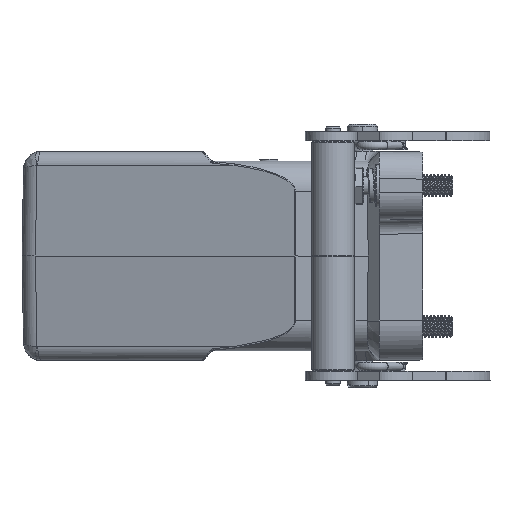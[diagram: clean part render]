
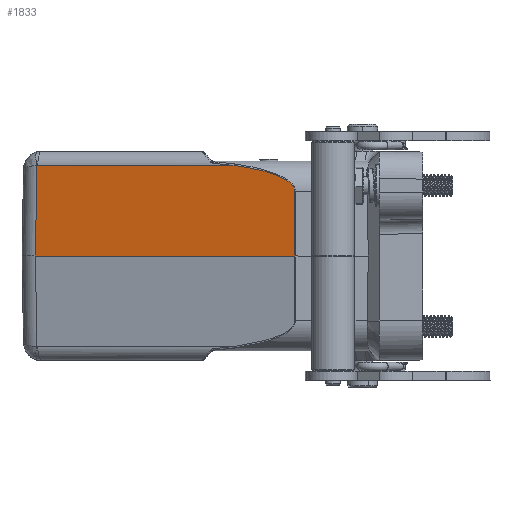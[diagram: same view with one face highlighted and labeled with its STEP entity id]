
A CAD part, left-side view. The second image highlights one B-rep face of the part: STEP entity #1833.
In plain terms, the highlighted planar face has unit normal (-0.966, 0.259, 0.018).
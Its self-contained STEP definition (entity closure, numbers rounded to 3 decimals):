
#1332=PLANE('',#15035);
#1833=ADVANCED_FACE('',(#2863),#1332,.T.);
#2863=FACE_OUTER_BOUND('',#3602,.T.);
#3602=EDGE_LOOP('',(#7332,#7333,#7334,#7335,#7336,#7337));
#4391=B_SPLINE_CURVE_WITH_KNOTS('',3,(#23303,#23304,#23305,#23306),
 .UNSPECIFIED.,.F.,.F.,(4,4),(0.,1.),.UNSPECIFIED.);
#4446=B_SPLINE_CURVE_WITH_KNOTS('',3,(#24416,#24417,#24418,#24419,#24420,
#24421,#24422,#24423,#24424,#24425,#24426,#24427,#24428,#24429),
 .UNSPECIFIED.,.F.,.F.,(4,2,2,2,2,2,4),(0.,0.125,0.25,0.5,0.625,0.75,1.),
 .UNSPECIFIED.);
#5010=CIRCLE('',#15009,1.066);
#7332=ORIENTED_EDGE('',*,*,#11807,.T.);
#7333=ORIENTED_EDGE('',*,*,#11803,.F.);
#7334=ORIENTED_EDGE('',*,*,#11800,.F.);
#7335=ORIENTED_EDGE('',*,*,#11782,.T.);
#7336=ORIENTED_EDGE('',*,*,#11882,.T.);
#7337=ORIENTED_EDGE('',*,*,#11880,.T.);
#10097=VERTEX_POINT('',#23170);
#10098=VERTEX_POINT('',#23172);
#10112=VERTEX_POINT('',#23307);
#10113=VERTEX_POINT('',#23362);
#10116=VERTEX_POINT('',#23402);
#10150=VERTEX_POINT('',#24430);
#11782=EDGE_CURVE('',#10098,#10097,#13338,.T.);
#11800=EDGE_CURVE('',#10098,#10112,#4391,.T.);
#11803=EDGE_CURVE('',#10112,#10113,#5010,.T.);
#11807=EDGE_CURVE('',#10116,#10113,#13344,.T.);
#11880=EDGE_CURVE('',#10150,#10116,#4446,.T.);
#11882=EDGE_CURVE('',#10097,#10150,#13356,.T.);
#13338=LINE('',#23171,#14155);
#13344=LINE('',#23401,#14161);
#13356=LINE('',#24507,#14173);
#14155=VECTOR('',#17228,1.);
#14161=VECTOR('',#17246,1.);
#14173=VECTOR('',#17308,1.);
#15009=AXIS2_PLACEMENT_3D('',#23361,#17244,#17245);
#15035=AXIS2_PLACEMENT_3D('',#24508,#17309,#17310);
#17228=DIRECTION('',(-0.259,-0.966,0.));
#17244=DIRECTION('',(0.966,-0.259,-0.017));
#17245=DIRECTION('',(0.077,0.222,0.972));
#17246=DIRECTION('',(0.259,0.966,0.));
#17308=DIRECTION('',(0.017,-0.002,1.));
#17309=DIRECTION('',(-0.966,0.259,0.017));
#17310=DIRECTION('',(-0.259,-0.966,0.));
#23170=CARTESIAN_POINT('',(-20.388,4.962,-71.126));
#23171=CARTESIAN_POINT('',(-1.148,76.767,-71.126));
#23172=CARTESIAN_POINT('',(-1.148,76.767,-71.126));
#23303=CARTESIAN_POINT('',(-1.148,76.767,-71.126));
#23304=CARTESIAN_POINT('',(-1.036,76.621,-62.779));
#23305=CARTESIAN_POINT('',(-0.924,76.475,-54.432));
#23306=CARTESIAN_POINT('',(-0.812,76.33,-46.086));
#23307=CARTESIAN_POINT('',(-0.812,76.33,-46.086));
#23361=CARTESIAN_POINT('',(-0.894,76.093,-47.122));
#23362=CARTESIAN_POINT('',(-0.877,76.088,-46.056));
#23401=CARTESIAN_POINT('',(-15.434,21.76,-46.056));
#23402=CARTESIAN_POINT('',(-15.434,21.76,-46.056));
#24416=CARTESIAN_POINT('',(-20.074,4.921,-53.177));
#24417=CARTESIAN_POINT('',(-20.069,4.915,-52.768));
#24418=CARTESIAN_POINT('',(-20.022,5.058,-52.316));
#24419=CARTESIAN_POINT('',(-19.871,5.565,-51.475));
#24420=CARTESIAN_POINT('',(-19.754,5.974,-51.037));
#24421=CARTESIAN_POINT('',(-19.385,7.278,-49.963));
#24422=CARTESIAN_POINT('',(-19.054,8.471,-49.351));
#24423=CARTESIAN_POINT('',(-18.494,10.507,-48.529));
#24424=CARTESIAN_POINT('',(-18.298,11.221,-48.276));
#24425=CARTESIAN_POINT('',(-17.837,12.904,-47.756));
#24426=CARTESIAN_POINT('',(-17.608,13.744,-47.526));
#24427=CARTESIAN_POINT('',(-16.797,16.725,-46.817));
#24428=CARTESIAN_POINT('',(-16.191,18.958,-46.409));
#24429=CARTESIAN_POINT('',(-15.434,21.76,-46.056));
#24430=CARTESIAN_POINT('',(-20.074,4.921,-53.177));
#24507=CARTESIAN_POINT('',(-20.388,4.962,-71.126));
#24508=CARTESIAN_POINT('',(-0.155,80.472,-71.126));
